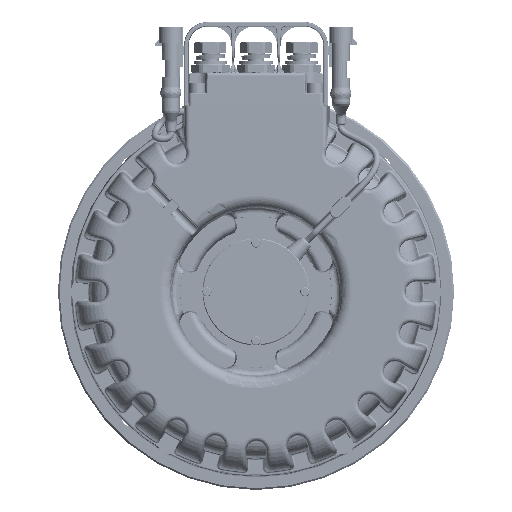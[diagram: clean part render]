
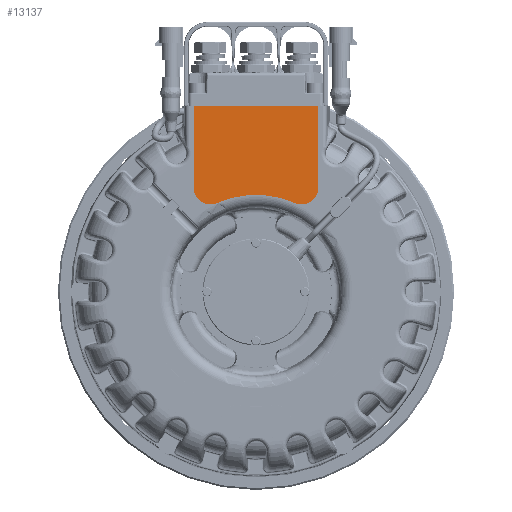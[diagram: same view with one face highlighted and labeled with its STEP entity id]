
A CAD part, left-side view. The second image highlights one B-rep face of the part: STEP entity #13137.
In plain terms, the highlighted planar face has unit normal (-1, 0, 0).
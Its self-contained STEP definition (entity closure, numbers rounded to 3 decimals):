
#8866=CIRCLE('',#73492,57.5);
#8867=CIRCLE('',#73494,10.);
#8868=CIRCLE('',#73495,10.);
#13137=ADVANCED_FACE('',(#18334),#15985,.F.);
#15985=PLANE('',#73496);
#18334=FACE_OUTER_BOUND('',#22540,.T.);
#22540=EDGE_LOOP('',(#34778,#34779,#34780,#34781,#34782,#34783));
#34778=ORIENTED_EDGE('',*,*,#56083,.T.);
#34779=ORIENTED_EDGE('',*,*,#56085,.T.);
#34780=ORIENTED_EDGE('',*,*,#56080,.T.);
#34781=ORIENTED_EDGE('',*,*,#54172,.T.);
#34782=ORIENTED_EDGE('',*,*,#56079,.F.);
#34783=ORIENTED_EDGE('',*,*,#56086,.T.);
#46704=VERTEX_POINT('',#107977);
#46705=VERTEX_POINT('',#107979);
#47894=VERTEX_POINT('',#121485);
#47895=VERTEX_POINT('',#121489);
#47896=VERTEX_POINT('',#121493);
#47897=VERTEX_POINT('',#121495);
#54172=EDGE_CURVE('',#46705,#46704,#62765,.T.);
#56079=EDGE_CURVE('',#47894,#46704,#63112,.T.);
#56080=EDGE_CURVE('',#47895,#46705,#63113,.T.);
#56083=EDGE_CURVE('',#47897,#47896,#8866,.T.);
#56085=EDGE_CURVE('',#47896,#47895,#8867,.T.);
#56086=EDGE_CURVE('',#47894,#47897,#8868,.T.);
#62765=LINE('',#107978,#67170);
#63112=LINE('',#121486,#67517);
#63113=LINE('',#121488,#67518);
#67170=VECTOR('',#84408,1.);
#67517=VECTOR('',#87383,1.);
#67518=VECTOR('',#87386,1.);
#73492=AXIS2_PLACEMENT_3D('',#121494,#87391,#87392);
#73494=AXIS2_PLACEMENT_3D('',#121498,#87396,#87397);
#73495=AXIS2_PLACEMENT_3D('',#121499,#87398,#87399);
#73496=AXIS2_PLACEMENT_3D('',#121500,#87400,#87401);
#84408=DIRECTION('',(0.,1.,0.));
#87383=DIRECTION('',(0.,0.,1.));
#87386=DIRECTION('',(0.,0.,1.));
#87391=DIRECTION('',(1.,0.,0.));
#87392=DIRECTION('',(0.,-1.,0.));
#87396=DIRECTION('',(-1.,0.,0.));
#87397=DIRECTION('',(0.,0.866,0.5));
#87398=DIRECTION('',(-1.,0.,0.));
#87399=DIRECTION('',(0.,0.866,0.5));
#87400=DIRECTION('',(1.,0.,0.));
#87401=DIRECTION('',(0.,0.866,0.5));
#107977=CARTESIAN_POINT('',(169.8,37.,-150.));
#107978=CARTESIAN_POINT('',(169.8,-40.,-150.));
#107979=CARTESIAN_POINT('',(169.8,-37.,-150.));
#121485=CARTESIAN_POINT('',(169.8,37.,-198.135));
#121486=CARTESIAN_POINT('',(169.8,37.,-215.986));
#121488=CARTESIAN_POINT('',(169.8,-37.,-215.986));
#121489=CARTESIAN_POINT('',(169.8,-37.,-198.135));
#121493=CARTESIAN_POINT('',(169.8,-23.,-207.3));
#121494=CARTESIAN_POINT('',(169.8,0.,-260.));
#121495=CARTESIAN_POINT('',(169.8,23.,-207.3));
#121498=CARTESIAN_POINT('',(169.8,-27.,-198.135));
#121499=CARTESIAN_POINT('',(169.8,27.,-198.135));
#121500=CARTESIAN_POINT('',(169.8,0.,-260.));
